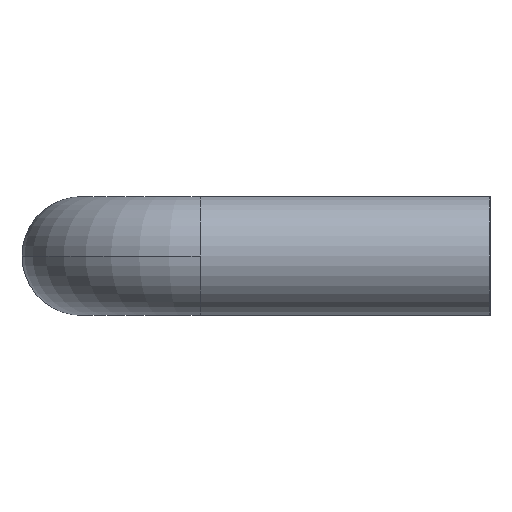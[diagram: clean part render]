
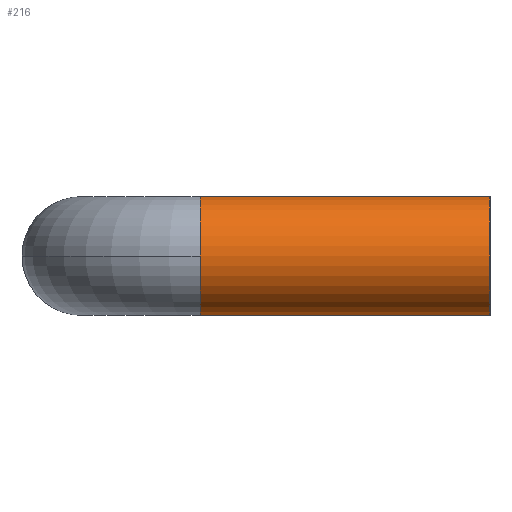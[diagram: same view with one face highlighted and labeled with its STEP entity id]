
A CAD part, left-side view. The second image highlights one B-rep face of the part: STEP entity #216.
In plain terms, the highlighted cylindrical face has radius 4 mm (diameter 8 mm), a partial arc.
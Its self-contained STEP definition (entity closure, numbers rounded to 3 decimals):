
#19 = DIRECTION ( 'NONE',  ( 0., 0., -1. ) ) ;
#30 = CARTESIAN_POINT ( 'NONE',  ( -64., 0., 0. ) ) ;
#31 = VERTEX_POINT ( 'NONE', #499 ) ;
#56 = CARTESIAN_POINT ( 'NONE',  ( -64., 19.5, 4. ) ) ;
#57 = DIRECTION ( 'NONE',  ( 0., 0., 1. ) ) ;
#65 = CIRCLE ( 'NONE', #424, 4. ) ;
#68 = EDGE_CURVE ( 'NONE', #433, #346, #349, .T. ) ;
#74 = FACE_OUTER_BOUND ( 'NONE', #137, .T. ) ;
#78 = CARTESIAN_POINT ( 'NONE',  ( -64., 19.5, -4. ) ) ;
#113 = EDGE_CURVE ( 'NONE', #31, #202, #65, .T. ) ;
#115 = VECTOR ( 'NONE', #406, 1000. ) ;
#137 = EDGE_LOOP ( 'NONE', ( #292, #377, #615, #188, #533 ) ) ;
#178 = DIRECTION ( 'NONE',  ( 0., -1., 0. ) ) ;
#188 = ORIENTED_EDGE ( 'NONE', *, *, #517, .T. ) ;
#202 = VERTEX_POINT ( 'NONE', #624 ) ;
#214 = CARTESIAN_POINT ( 'NONE',  ( -64., 19.5, 0. ) ) ;
#216 = ADVANCED_FACE ( 'NONE', ( #74 ), #416, .T. ) ;
#222 = EDGE_CURVE ( 'NONE', #202, #297, #589, .T. ) ;
#226 = DIRECTION ( 'NONE',  ( 0., -1., 0. ) ) ;
#241 = DIRECTION ( 'NONE',  ( 0., -1., 0. ) ) ;
#253 = VECTOR ( 'NONE', #553, 1000. ) ;
#270 = LINE ( 'NONE', #400, #115 ) ;
#292 = ORIENTED_EDGE ( 'NONE', *, *, #379, .F. ) ;
#297 = VERTEX_POINT ( 'NONE', #78 ) ;
#346 = VERTEX_POINT ( 'NONE', #577 ) ;
#349 = CIRCLE ( 'NONE', #591, 4. ) ;
#365 = LINE ( 'NONE', #56, #253 ) ;
#377 = ORIENTED_EDGE ( 'NONE', *, *, #113, .T. ) ;
#379 = EDGE_CURVE ( 'NONE', #31, #433, #365, .T. ) ;
#400 = CARTESIAN_POINT ( 'NONE',  ( -64., 19.5, -4. ) ) ;
#406 = DIRECTION ( 'NONE',  ( 0., -1., 0. ) ) ;
#416 = CYLINDRICAL_SURFACE ( 'NONE', #471, 4. ) ;
#424 = AXIS2_PLACEMENT_3D ( 'NONE', #214, #554, #548 ) ;
#433 = VERTEX_POINT ( 'NONE', #608 ) ;
#471 = AXIS2_PLACEMENT_3D ( 'NONE', #562, #178, #19 ) ;
#499 = CARTESIAN_POINT ( 'NONE',  ( -64., 19.5, 4. ) ) ;
#517 = EDGE_CURVE ( 'NONE', #297, #346, #270, .T. ) ;
#533 = ORIENTED_EDGE ( 'NONE', *, *, #68, .F. ) ;
#548 = DIRECTION ( 'NONE',  ( 0., 0., 1. ) ) ;
#553 = DIRECTION ( 'NONE',  ( 0., -1., 0. ) ) ;
#554 = DIRECTION ( 'NONE',  ( 0., -1., 0. ) ) ;
#556 = AXIS2_PLACEMENT_3D ( 'NONE', #564, #226, #567 ) ;
#562 = CARTESIAN_POINT ( 'NONE',  ( -64., 19.5, 0. ) ) ;
#564 = CARTESIAN_POINT ( 'NONE',  ( -64., 19.5, 0. ) ) ;
#567 = DIRECTION ( 'NONE',  ( 0., 0., 1. ) ) ;
#577 = CARTESIAN_POINT ( 'NONE',  ( -64., 0., -4. ) ) ;
#589 = CIRCLE ( 'NONE', #556, 4. ) ;
#591 = AXIS2_PLACEMENT_3D ( 'NONE', #30, #241, #57 ) ;
#608 = CARTESIAN_POINT ( 'NONE',  ( -64., 0., 4. ) ) ;
#615 = ORIENTED_EDGE ( 'NONE', *, *, #222, .T. ) ;
#624 = CARTESIAN_POINT ( 'NONE',  ( -68., 19.5, 0. ) ) ;
